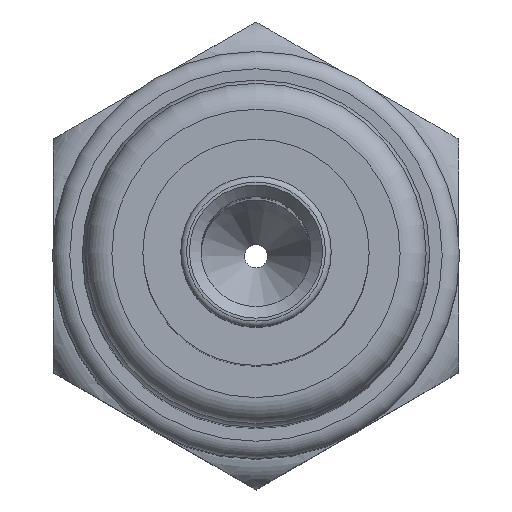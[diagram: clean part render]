
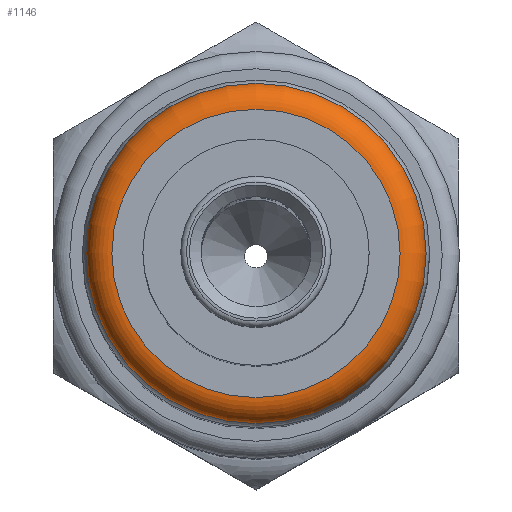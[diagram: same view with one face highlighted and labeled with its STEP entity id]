
A CAD part, top view. The second image highlights one B-rep face of the part: STEP entity #1146.
In plain terms, the highlighted toroidal (fillet/blend) face has major radius 2.49 mm and minor radius 0.45 mm.
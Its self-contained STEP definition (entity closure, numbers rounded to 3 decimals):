
#284=FACE_OUTER_BOUND('',#367,.T.);
#367=EDGE_LOOP('',(#865,#866,#867,#868,#869));
#466=CIRCLE('',#1305,2.94);
#467=CIRCLE('',#1306,2.94);
#468=CIRCLE('',#1308,2.49);
#469=CIRCLE('',#1309,0.45);
#538=VERTEX_POINT('',#1864);
#539=VERTEX_POINT('',#1865);
#540=VERTEX_POINT('',#1870);
#660=EDGE_CURVE('',#538,#539,#466,.T.);
#662=EDGE_CURVE('',#539,#538,#467,.T.);
#663=EDGE_CURVE('',#540,#540,#468,.T.);
#664=EDGE_CURVE('',#540,#539,#469,.T.);
#865=ORIENTED_EDGE('',*,*,#663,.T.);
#866=ORIENTED_EDGE('',*,*,#664,.T.);
#867=ORIENTED_EDGE('',*,*,#662,.T.);
#868=ORIENTED_EDGE('',*,*,#660,.T.);
#869=ORIENTED_EDGE('',*,*,#664,.F.);
#1121=TOROIDAL_SURFACE('',#1307,2.49,0.45);
#1146=ADVANCED_FACE('',(#284),#1121,.T.);
#1305=AXIS2_PLACEMENT_3D('',#1866,#1528,#1529);
#1306=AXIS2_PLACEMENT_3D('',#1868,#1531,#1532);
#1307=AXIS2_PLACEMENT_3D('',#1869,#1533,#1534);
#1308=AXIS2_PLACEMENT_3D('',#1871,#1535,#1536);
#1309=AXIS2_PLACEMENT_3D('',#1872,#1537,#1538);
#1528=DIRECTION('center_axis',(0.,0.,1.));
#1529=DIRECTION('ref_axis',(-1.,0.,0.));
#1531=DIRECTION('center_axis',(0.,0.,1.));
#1532=DIRECTION('ref_axis',(-1.,0.,0.));
#1533=DIRECTION('center_axis',(0.,0.,1.));
#1534=DIRECTION('ref_axis',(1.,0.,0.));
#1535=DIRECTION('center_axis',(0.,0.,-1.));
#1536=DIRECTION('ref_axis',(-1.,0.,0.));
#1537=DIRECTION('center_axis',(0.,-1.,0.));
#1538=DIRECTION('ref_axis',(-1.,0.,0.));
#1864=CARTESIAN_POINT('',(2.94,0.,22.25));
#1865=CARTESIAN_POINT('',(-2.94,0.,22.25));
#1866=CARTESIAN_POINT('Origin',(0.,0.,22.25));
#1868=CARTESIAN_POINT('Origin',(0.,0.,22.25));
#1869=CARTESIAN_POINT('Origin',(0.,0.,22.25));
#1870=CARTESIAN_POINT('',(-2.49,0.,22.7));
#1871=CARTESIAN_POINT('Origin',(0.,0.,22.7));
#1872=CARTESIAN_POINT('Origin',(-2.49,0.,22.25));
